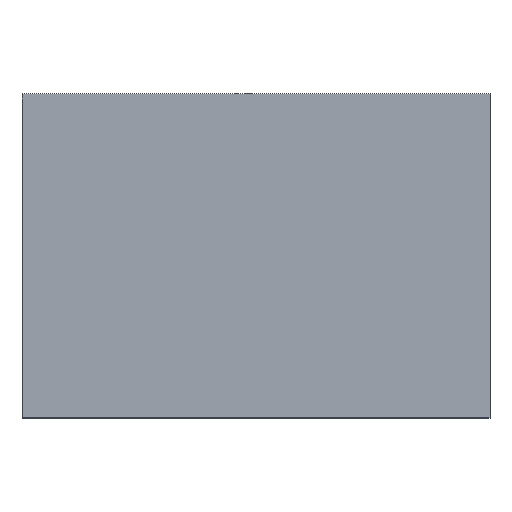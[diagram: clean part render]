
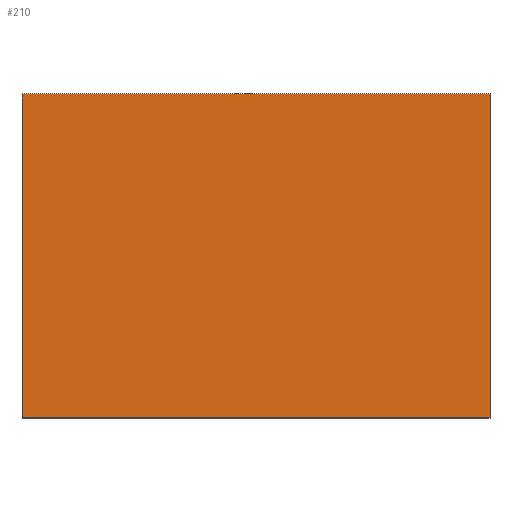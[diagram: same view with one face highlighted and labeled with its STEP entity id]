
A CAD part, top view. The second image highlights one B-rep face of the part: STEP entity #210.
In plain terms, the highlighted planar face has unit normal (0, 0, 1).
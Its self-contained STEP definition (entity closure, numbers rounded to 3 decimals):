
#75 = AXIS2_PLACEMENT_3D ( 'NONE', #302, #763, #702 ) ;
#84 = CARTESIAN_POINT ( 'NONE',  ( 65., 45., 5. ) ) ;
#103 = LINE ( 'NONE', #799, #543 ) ;
#147 = FACE_OUTER_BOUND ( 'NONE', #929, .T. ) ;
#187 = VERTEX_POINT ( 'NONE', #541 ) ;
#195 = LINE ( 'NONE', #286, #294 ) ;
#210 = ADVANCED_FACE ( 'NONE', ( #147 ), #392, .F. ) ;
#235 = CARTESIAN_POINT ( 'NONE',  ( 65., 45., 5. ) ) ;
#286 = CARTESIAN_POINT ( 'NONE',  ( -65., 45., 5. ) ) ;
#290 = DIRECTION ( 'NONE',  ( -1., 0., 0. ) ) ;
#294 = VECTOR ( 'NONE', #427, 1000. ) ;
#302 = CARTESIAN_POINT ( 'NONE',  ( 0., 0., 5. ) ) ;
#307 = DIRECTION ( 'NONE',  ( 0., 1., 0. ) ) ;
#312 = EDGE_CURVE ( 'NONE', #187, #882, #103, .T. ) ;
#358 = ORIENTED_EDGE ( 'NONE', *, *, #571, .T. ) ;
#392 = PLANE ( 'NONE',  #75 ) ;
#396 = VECTOR ( 'NONE', #307, 1000. ) ;
#427 = DIRECTION ( 'NONE',  ( 0., -1., 0. ) ) ;
#448 = CARTESIAN_POINT ( 'NONE',  ( -65., 45., 5. ) ) ;
#453 = ORIENTED_EDGE ( 'NONE', *, *, #495, .T. ) ;
#476 = LINE ( 'NONE', #235, #396 ) ;
#495 = EDGE_CURVE ( 'NONE', #766, #187, #195, .T. ) ;
#541 = CARTESIAN_POINT ( 'NONE',  ( -65., -45., 5. ) ) ;
#542 = ORIENTED_EDGE ( 'NONE', *, *, #600, .T. ) ;
#543 = VECTOR ( 'NONE', #954, 1000. ) ;
#571 = EDGE_CURVE ( 'NONE', #882, #792, #476, .T. ) ;
#600 = EDGE_CURVE ( 'NONE', #792, #766, #777, .T. ) ;
#604 = ORIENTED_EDGE ( 'NONE', *, *, #312, .T. ) ;
#702 = DIRECTION ( 'NONE',  ( -1., 0., 0. ) ) ;
#760 = CARTESIAN_POINT ( 'NONE',  ( 65., 45., 5. ) ) ;
#763 = DIRECTION ( 'NONE',  ( 0., 0., -1. ) ) ;
#766 = VERTEX_POINT ( 'NONE', #448 ) ;
#777 = LINE ( 'NONE', #84, #953 ) ;
#792 = VERTEX_POINT ( 'NONE', #760 ) ;
#799 = CARTESIAN_POINT ( 'NONE',  ( 65., -45., 5. ) ) ;
#882 = VERTEX_POINT ( 'NONE', #912 ) ;
#912 = CARTESIAN_POINT ( 'NONE',  ( 65., -45., 5. ) ) ;
#929 = EDGE_LOOP ( 'NONE', ( #453, #604, #358, #542 ) ) ;
#953 = VECTOR ( 'NONE', #290, 1000. ) ;
#954 = DIRECTION ( 'NONE',  ( 1., 0., 0. ) ) ;
